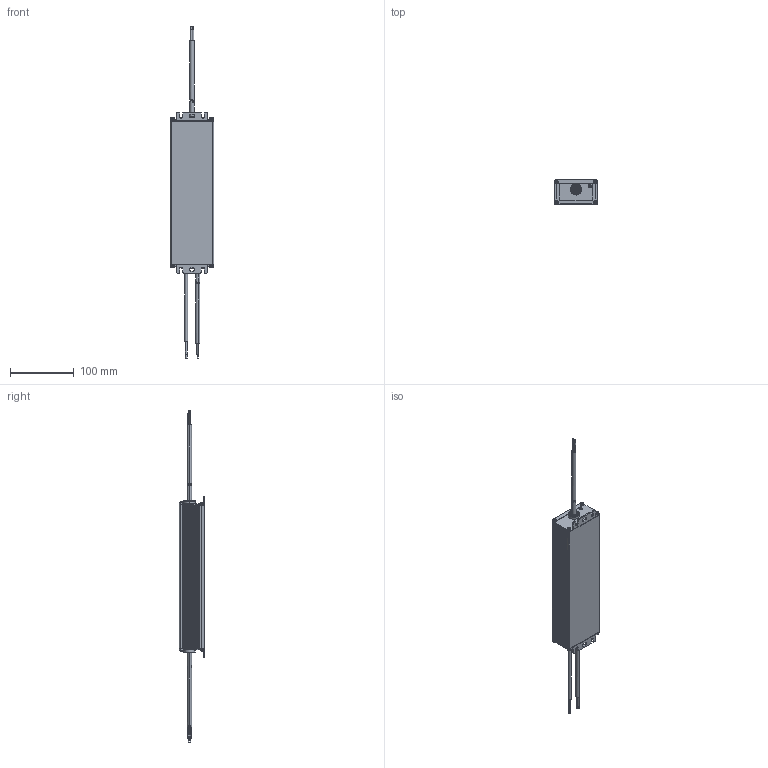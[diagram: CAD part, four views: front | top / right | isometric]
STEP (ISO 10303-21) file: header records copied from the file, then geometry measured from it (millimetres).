
FILE_DESCRIPTION (( 'STEP AP203' ), '1' );
FILE_NAME ('MU200_CLKS_3D.STEP', '2020-03-25T02:59:22', ( 'pc' ), ( '' ), 'SwSTEP 2.0', 'SolidWorks 2012', '' );
FILE_SCHEMA (( 'CONFIG_CONTROL_DESIGN' ));
Length unit declared in the file: millimetre
Products named in the file (13): MU200_CLKS_3D; 输入线束; A4217躇猾菜; 坫傻滅阨SR_4-6.5; 怀堤盄旰; 覃嫖盄旰; A4218覃嫖傷裔; 200W霧齪; 输入端盖总装配体; 坫傻滅阨SR_6-8.5; A4217傷裔; M3x8_iso_PreviewCfg; A4216俋褲
Assembly tree (21 placements, depth 3):
  MU200_CLKS_3D
    A4216俋褲
    M3x8_iso_PreviewCfg  x8
    输入端盖总装配体
      A4217傷裔
      坫傻滅阨SR_6-8.5
    200W霧齪
    A4218覃嫖傷裔
    覃嫖盄旰
    怀堤盄旰
    坫傻滅阨SR_6-8.5
    坫傻滅阨SR_4-6.5
    A4217躇猾菜  x2
    输入线束
Bounding box: 67.5 x 40 x 519.8 mm (x, y, z)
Volume: 125546.3 mm3; surface area: 176757.6 mm2
Topology: 26 solids, 26 shells, 1566 faces, 4251 edges, 2770 vertices
Faces by surface type: plane 940, cylinder 386, torus 94, cone 86, bspline 44, sphere 16
Entity records: 42518 total; most frequent: CARTESIAN_POINT 8776, ORIENTED_EDGE 6842, DIRECTION 6561, EDGE_CURVE 3421, VECTOR 2493, LINE 2493, VERTEX_POINT 2261, AXIS2_PLACEMENT_3D 2034
